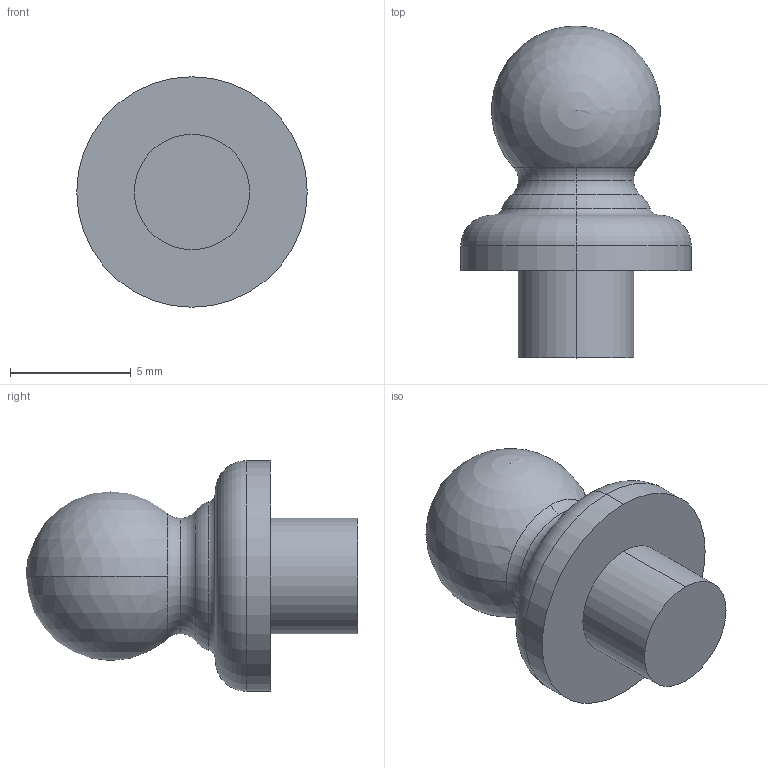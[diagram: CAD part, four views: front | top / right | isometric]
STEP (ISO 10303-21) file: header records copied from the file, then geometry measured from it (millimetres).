
FILE_DESCRIPTION (( 'STEP AP214' ), '1' );
FILE_NAME ('MS0016.STEP', '2025-07-21T21:43:50', ( '' ), ( '' ), 'SwSTEP 2.0', 'SolidWorks 2023', '' );
FILE_SCHEMA (( 'AUTOMOTIVE_DESIGN' ));
Length unit declared in the file: inch
Products named in the file (1): MS0016
Bounding box: 9.53 x 13.72 x 9.53 mm (x, y, z)
Volume: 428.4 mm3; surface area: 381.4 mm2
Topology: 1 solids, 1 shells, 18 faces, 41 edges, 24 vertices
Faces by surface type: torus 10, cylinder 4, sphere 2, plane 2
Entity records: 507 total; most frequent: DIRECTION 106, CARTESIAN_POINT 76, ORIENTED_EDGE 72, AXIS2_PLACEMENT_3D 51, EDGE_CURVE 36, CIRCLE 32, VERTEX_POINT 21, EDGE_LOOP 19
